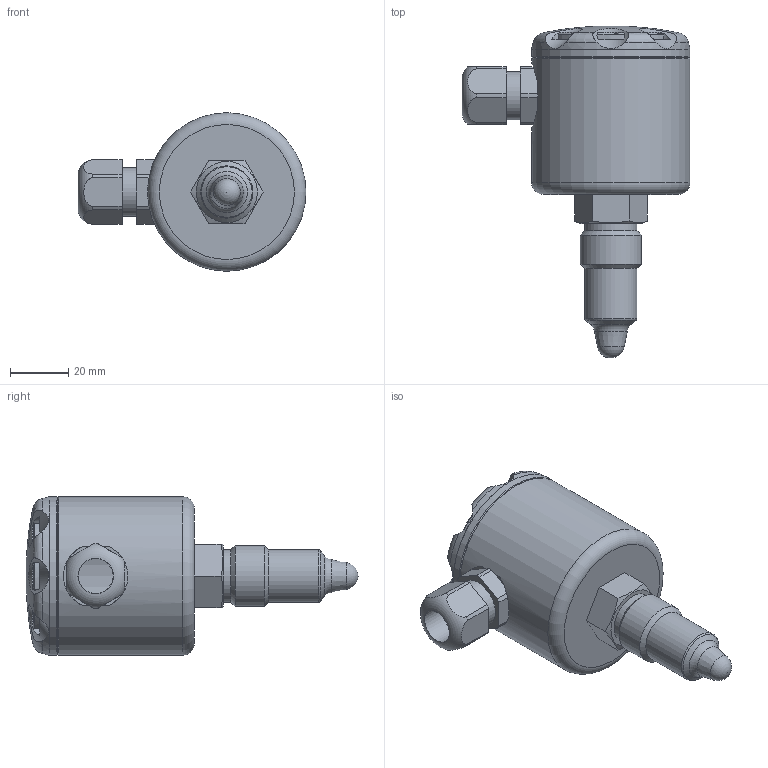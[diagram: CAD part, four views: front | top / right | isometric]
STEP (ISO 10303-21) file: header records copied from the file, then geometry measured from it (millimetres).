
FILE_DESCRIPTION( ( 'Unknown' ), '1' );
FILE_NAME( 'halv_tomme_kabel_asm.stp', 'Unknown', ( 'Unknown' ), ( 'Unknown' ), 'PSStep 13.0', 'Unknown', ' ' );
FILE_SCHEMA( ( 'AUTOMOTIVE_DESIGN { 1 0 10303 214 1 1 1 1 }' ) );
Length unit declared in the file: millimetre
Products named in the file (1): 3031-049
Bounding box: 78.5 x 114.31 x 54.5 mm (x, y, z)
Surface area: 34981.3 mm2 (no closed solid volume)
Topology: 0 solids, 164 shells, 164 faces, 810 edges, 761 vertices
Faces by surface type: plane 66, cylinder 57, torus 26, cone 12, sphere 2, bspline 1
Full cylindrical faces by diameter (mm): 8 x1, 8.3 x1, 12 x1, 13 x1, 14 x1, 15.1 x1, 16 x2, 16.691 x1, 18 x2, 21 x1, 39.8 x1, 42.9 x2, 43 x1, 43.8 x1, 45 x1, 45.4 x1, 48.2 x1, 52.2 x1, 54.5 x2
Entity records: 11933 total; most frequent: CARTESIAN_POINT 4948, DIRECTION 1214, ORIENTED_EDGE 732, EDGE_CURVE 732, VERTEX_POINT 732, AXIS2_PLACEMENT_3D 508, CIRCLE 328, FACE_BOUND 239
